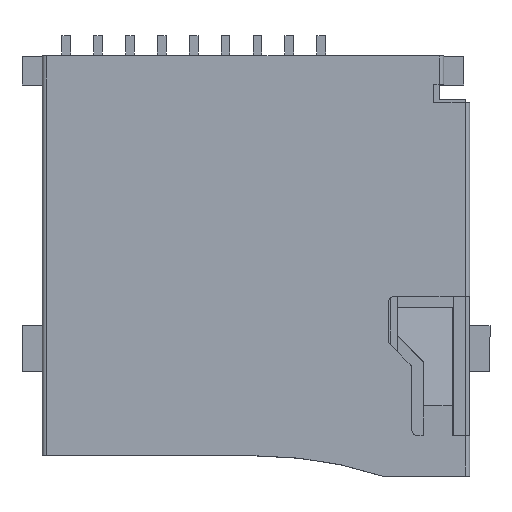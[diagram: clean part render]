
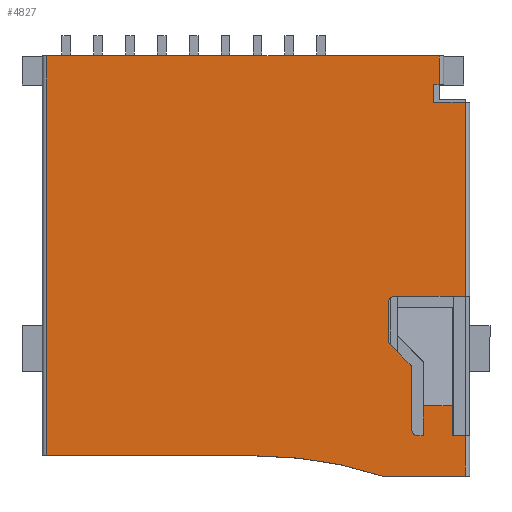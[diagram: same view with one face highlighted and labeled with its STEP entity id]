
A CAD part, top view. The second image highlights one B-rep face of the part: STEP entity #4827.
In plain terms, the highlighted planar face has unit normal (0, 0, 1).
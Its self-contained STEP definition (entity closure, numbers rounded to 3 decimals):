
#113=CIRCLE('',#5107,0.2);
#114=CIRCLE('',#5108,0.2);
#115=CIRCLE('',#5109,0.2);
#116=CIRCLE('',#5110,0.2);
#117=CIRCLE('',#5111,14.021);
#343=FACE_OUTER_BOUND('',#616,.T.);
#616=EDGE_LOOP('',(#3850,#3851,#3852,#3853,#3854,#3855,#3856,#3857,#3858,
#3859,#3860,#3861,#3862,#3863,#3864,#3865,#3866,#3867,#3868,#3869,#3870,
#3871,#3872,#3873));
#1071=LINE('',#8052,#1652);
#1076=LINE('',#8064,#1657);
#1130=LINE('',#8173,#1711);
#1133=LINE('',#8179,#1714);
#1134=LINE('',#8181,#1715);
#1135=LINE('',#8183,#1716);
#1136=LINE('',#8185,#1717);
#1137=LINE('',#8189,#1718);
#1138=LINE('',#8193,#1719);
#1139=LINE('',#8197,#1720);
#1140=LINE('',#8201,#1721);
#1141=LINE('',#8203,#1722);
#1142=LINE('',#8205,#1723);
#1143=LINE('',#8207,#1724);
#1144=LINE('',#8209,#1725);
#1145=LINE('',#8211,#1726);
#1146=LINE('',#8213,#1727);
#1147=LINE('',#8215,#1728);
#1148=LINE('',#8217,#1729);
#1652=VECTOR('',#5954,1.);
#1657=VECTOR('',#5963,1.);
#1711=VECTOR('',#6033,1.);
#1714=VECTOR('',#6038,1.);
#1715=VECTOR('',#6039,1.);
#1716=VECTOR('',#6040,1.);
#1717=VECTOR('',#6041,1.);
#1718=VECTOR('',#6044,1.);
#1719=VECTOR('',#6047,1.);
#1720=VECTOR('',#6050,1.);
#1721=VECTOR('',#6053,1.);
#1722=VECTOR('',#6054,1.);
#1723=VECTOR('',#6055,1.);
#1724=VECTOR('',#6056,1.);
#1725=VECTOR('',#6057,1.);
#1726=VECTOR('',#6058,1.);
#1727=VECTOR('',#6059,1.);
#1728=VECTOR('',#6060,1.);
#1729=VECTOR('',#6061,1.);
#2126=VERTEX_POINT('',#8049);
#2127=VERTEX_POINT('',#8051);
#2132=VERTEX_POINT('',#8063);
#2179=VERTEX_POINT('',#8172);
#2181=VERTEX_POINT('',#8178);
#2182=VERTEX_POINT('',#8180);
#2183=VERTEX_POINT('',#8182);
#2184=VERTEX_POINT('',#8184);
#2185=VERTEX_POINT('',#8186);
#2186=VERTEX_POINT('',#8188);
#2187=VERTEX_POINT('',#8190);
#2188=VERTEX_POINT('',#8192);
#2189=VERTEX_POINT('',#8194);
#2190=VERTEX_POINT('',#8196);
#2191=VERTEX_POINT('',#8198);
#2192=VERTEX_POINT('',#8200);
#2193=VERTEX_POINT('',#8202);
#2194=VERTEX_POINT('',#8204);
#2195=VERTEX_POINT('',#8206);
#2196=VERTEX_POINT('',#8208);
#2197=VERTEX_POINT('',#8210);
#2198=VERTEX_POINT('',#8212);
#2199=VERTEX_POINT('',#8214);
#2200=VERTEX_POINT('',#8216);
#2699=EDGE_CURVE('',#2126,#2127,#1071,.T.);
#2705=EDGE_CURVE('',#2132,#2127,#1076,.T.);
#2760=EDGE_CURVE('',#2179,#2132,#1130,.T.);
#2763=EDGE_CURVE('',#2126,#2181,#1133,.T.);
#2764=EDGE_CURVE('',#2181,#2182,#1134,.T.);
#2765=EDGE_CURVE('',#2183,#2182,#1135,.T.);
#2766=EDGE_CURVE('',#2184,#2183,#1136,.T.);
#2767=EDGE_CURVE('',#2185,#2184,#113,.T.);
#2768=EDGE_CURVE('',#2186,#2185,#1137,.T.);
#2769=EDGE_CURVE('',#2187,#2186,#114,.T.);
#2770=EDGE_CURVE('',#2188,#2187,#1138,.T.);
#2771=EDGE_CURVE('',#2189,#2188,#115,.T.);
#2772=EDGE_CURVE('',#2190,#2189,#1139,.T.);
#2773=EDGE_CURVE('',#2191,#2190,#116,.T.);
#2774=EDGE_CURVE('',#2192,#2191,#1140,.T.);
#2775=EDGE_CURVE('',#2192,#2193,#1141,.T.);
#2776=EDGE_CURVE('',#2194,#2193,#1142,.T.);
#2777=EDGE_CURVE('',#2195,#2194,#1143,.T.);
#2778=EDGE_CURVE('',#2195,#2196,#1144,.T.);
#2779=EDGE_CURVE('',#2196,#2197,#1145,.T.);
#2780=EDGE_CURVE('',#2197,#2198,#1146,.T.);
#2781=EDGE_CURVE('',#2198,#2199,#1147,.T.);
#2782=EDGE_CURVE('',#2200,#2199,#1148,.T.);
#2783=EDGE_CURVE('',#2179,#2200,#117,.T.);
#3850=ORIENTED_EDGE('',*,*,#2705,.T.);
#3851=ORIENTED_EDGE('',*,*,#2699,.F.);
#3852=ORIENTED_EDGE('',*,*,#2763,.T.);
#3853=ORIENTED_EDGE('',*,*,#2764,.T.);
#3854=ORIENTED_EDGE('',*,*,#2765,.F.);
#3855=ORIENTED_EDGE('',*,*,#2766,.F.);
#3856=ORIENTED_EDGE('',*,*,#2767,.F.);
#3857=ORIENTED_EDGE('',*,*,#2768,.F.);
#3858=ORIENTED_EDGE('',*,*,#2769,.F.);
#3859=ORIENTED_EDGE('',*,*,#2770,.F.);
#3860=ORIENTED_EDGE('',*,*,#2771,.F.);
#3861=ORIENTED_EDGE('',*,*,#2772,.F.);
#3862=ORIENTED_EDGE('',*,*,#2773,.F.);
#3863=ORIENTED_EDGE('',*,*,#2774,.F.);
#3864=ORIENTED_EDGE('',*,*,#2775,.T.);
#3865=ORIENTED_EDGE('',*,*,#2776,.F.);
#3866=ORIENTED_EDGE('',*,*,#2777,.F.);
#3867=ORIENTED_EDGE('',*,*,#2778,.T.);
#3868=ORIENTED_EDGE('',*,*,#2779,.T.);
#3869=ORIENTED_EDGE('',*,*,#2780,.T.);
#3870=ORIENTED_EDGE('',*,*,#2781,.T.);
#3871=ORIENTED_EDGE('',*,*,#2782,.F.);
#3872=ORIENTED_EDGE('',*,*,#2783,.F.);
#3873=ORIENTED_EDGE('',*,*,#2760,.T.);
#4375=PLANE('',#5106);
#4827=ADVANCED_FACE('',(#343),#4375,.F.);
#5106=AXIS2_PLACEMENT_3D('',#8177,#6036,#6037);
#5107=AXIS2_PLACEMENT_3D('',#8187,#6042,#6043);
#5108=AXIS2_PLACEMENT_3D('',#8191,#6045,#6046);
#5109=AXIS2_PLACEMENT_3D('',#8195,#6048,#6049);
#5110=AXIS2_PLACEMENT_3D('',#8199,#6051,#6052);
#5111=AXIS2_PLACEMENT_3D('',#8218,#6062,#6063);
#5954=DIRECTION('',(1.,0.,0.));
#5963=DIRECTION('',(0.,1.,0.));
#6033=DIRECTION('',(1.,0.,0.));
#6036=DIRECTION('center_axis',(0.,0.,-1.));
#6037=DIRECTION('ref_axis',(-1.,0.,0.));
#6038=DIRECTION('',(0.,1.,0.));
#6039=DIRECTION('',(-1.,0.,0.));
#6040=DIRECTION('',(0.,1.,0.));
#6041=DIRECTION('',(1.,0.,0.));
#6042=DIRECTION('center_axis',(0.,0.,1.));
#6043=DIRECTION('ref_axis',(-1.,0.,0.));
#6044=DIRECTION('',(0.,-1.,0.));
#6045=DIRECTION('center_axis',(0.,0.,-1.));
#6046=DIRECTION('ref_axis',(1.,0.,0.));
#6047=DIRECTION('',(0.707,-0.707,0.));
#6048=DIRECTION('center_axis',(0.,0.,1.));
#6049=DIRECTION('ref_axis',(-1.,0.,0.));
#6050=DIRECTION('',(0.,-1.,0.));
#6051=DIRECTION('center_axis',(0.,0.,1.));
#6052=DIRECTION('ref_axis',(-1.,0.,0.));
#6053=DIRECTION('',(-1.,0.,0.));
#6054=DIRECTION('',(0.,1.,0.));
#6055=DIRECTION('',(1.,0.,0.));
#6056=DIRECTION('',(0.,-1.,0.));
#6057=DIRECTION('',(1.,0.,0.));
#6058=DIRECTION('',(0.,1.,0.));
#6059=DIRECTION('',(-1.,0.,0.));
#6060=DIRECTION('',(0.,-1.,0.));
#6061=DIRECTION('',(-1.,0.,0.));
#6062=DIRECTION('center_axis',(0.,0.,1.));
#6063=DIRECTION('ref_axis',(-1.,0.,0.));
#8049=CARTESIAN_POINT('',(6.775,-8.3,2.05));
#8051=CARTESIAN_POINT('',(7.225,-8.3,2.05));
#8052=CARTESIAN_POINT('',(7.375,-8.3,2.05));
#8063=CARTESIAN_POINT('',(7.225,-9.7,2.05));
#8064=CARTESIAN_POINT('',(7.225,19.684,2.05));
#8172=CARTESIAN_POINT('',(4.375,-9.7,2.05));
#8173=CARTESIAN_POINT('',(-7.225,-9.7,2.05));
#8177=CARTESIAN_POINT('Origin',(-7.225,19.684,2.05));
#8178=CARTESIAN_POINT('',(6.775,-7.267,2.05));
#8179=CARTESIAN_POINT('',(6.775,-8.3,2.05));
#8180=CARTESIAN_POINT('',(5.775,-7.267,2.05));
#8181=CARTESIAN_POINT('',(6.775,-7.267,2.05));
#8182=CARTESIAN_POINT('',(5.775,-8.3,2.05));
#8183=CARTESIAN_POINT('',(5.775,-8.3,2.05));
#8184=CARTESIAN_POINT('',(5.575,-8.3,2.05));
#8185=CARTESIAN_POINT('',(7.375,-8.3,2.05));
#8186=CARTESIAN_POINT('',(5.375,-8.1,2.05));
#8187=CARTESIAN_POINT('Origin',(5.575,-8.1,2.05));
#8188=CARTESIAN_POINT('',(5.375,-5.983,2.05));
#8189=CARTESIAN_POINT('',(5.375,-8.1,2.05));
#8190=CARTESIAN_POINT('',(5.316,-5.842,2.05));
#8191=CARTESIAN_POINT('Origin',(5.175,-5.983,2.05));
#8192=CARTESIAN_POINT('',(4.633,-5.159,2.05));
#8193=CARTESIAN_POINT('',(5.316,-5.842,2.05));
#8194=CARTESIAN_POINT('',(4.575,-5.018,2.05));
#8195=CARTESIAN_POINT('Origin',(4.775,-5.018,2.05));
#8196=CARTESIAN_POINT('',(4.575,-3.701,2.05));
#8197=CARTESIAN_POINT('',(4.575,-5.018,2.05));
#8198=CARTESIAN_POINT('',(4.775,-3.501,2.05));
#8199=CARTESIAN_POINT('Origin',(4.775,-3.701,2.05));
#8200=CARTESIAN_POINT('',(7.225,-3.501,2.05));
#8201=CARTESIAN_POINT('',(4.775,-3.501,2.05));
#8202=CARTESIAN_POINT('',(7.225,3.199,2.05));
#8203=CARTESIAN_POINT('',(7.225,19.684,2.05));
#8204=CARTESIAN_POINT('',(6.125,3.199,2.05));
#8205=CARTESIAN_POINT('',(6.125,3.199,2.05));
#8206=CARTESIAN_POINT('',(6.125,3.799,2.05));
#8207=CARTESIAN_POINT('',(6.125,4.799,2.05));
#8208=CARTESIAN_POINT('',(6.325,3.799,2.05));
#8209=CARTESIAN_POINT('',(6.125,3.799,2.05));
#8210=CARTESIAN_POINT('',(6.325,4.799,2.05));
#8211=CARTESIAN_POINT('',(6.325,4.799,2.05));
#8212=CARTESIAN_POINT('',(-7.225,4.799,2.05));
#8213=CARTESIAN_POINT('',(-7.225,4.799,2.05));
#8214=CARTESIAN_POINT('',(-7.225,-9.,2.05));
#8215=CARTESIAN_POINT('',(-7.225,19.684,2.05));
#8216=CARTESIAN_POINT('',(0.,-9.,2.05));
#8217=CARTESIAN_POINT('',(-7.375,-9.,2.05));
#8218=CARTESIAN_POINT('Origin',(0.,-23.022,2.05));
